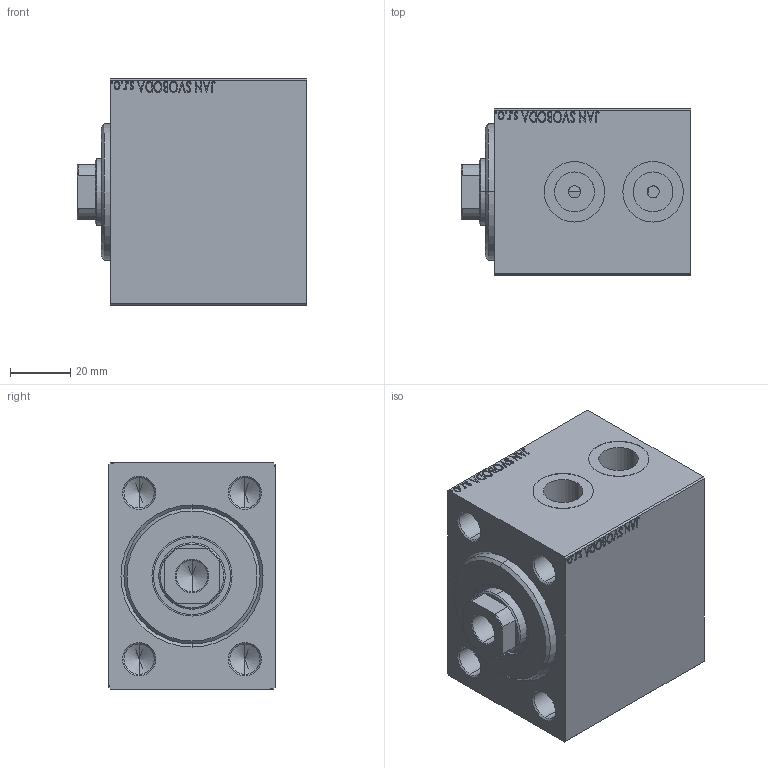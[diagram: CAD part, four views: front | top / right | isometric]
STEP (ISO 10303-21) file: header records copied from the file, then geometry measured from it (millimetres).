
FILE_DESCRIPTION (( 'STEP AP203' ), '1' );
FILE_NAME ('8404.STEP', '2024-02-21T10:39:15', ( '' ), ( '' ), 'SwSTEP 2.0', 'SolidWorks 2019', '' );
FILE_SCHEMA (( 'CONFIG_CONTROL_DESIGN' ));
Length unit declared in the file: millimetre
Products named in the file (4): V450CM_B_VCP 12e6461729137ebfc809909a22b4c8f1; V450CM_VC_B 12e6461729137ebfc809909a22b4c8f1; V450CM_B_Body 12e6461729137ebfc809909a22b4c8f1; 8404
Assembly tree (3 placements, depth 2):
  8404
    V450CM_B_Body 12e6461729137ebfc809909a22b4c8f1
    V450CM_B_VCP 12e6461729137ebfc809909a22b4c8f1
    V450CM_VC_B 12e6461729137ebfc809909a22b4c8f1
Bounding box: 76 x 55 x 75 mm (x, y, z)
Volume: 251978.7 mm3; surface area: 51007.3 mm2
Topology: 3 solids, 3 shells, 882 faces, 2260 edges, 1480 vertices
Faces by surface type: plane 402, bspline 380, cylinder 54, cone 46
Entity records: 44404 total; most frequent: CARTESIAN_POINT 25180, ORIENTED_EDGE 4484, DIRECTION 2624, EDGE_CURVE 2242, VERTEX_POINT 1480, VECTOR 1332, LINE 1332, EDGE_LOOP 1002
